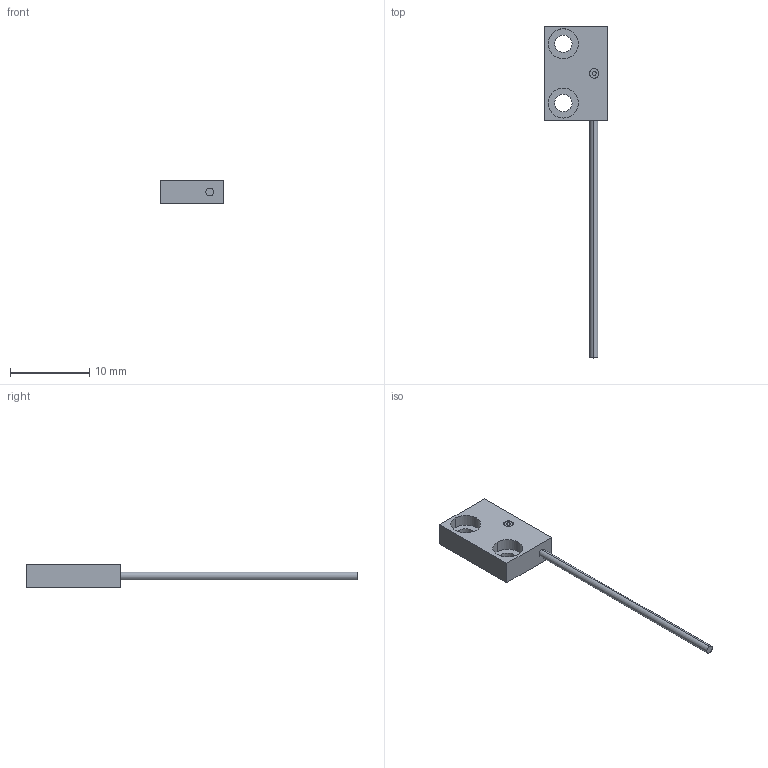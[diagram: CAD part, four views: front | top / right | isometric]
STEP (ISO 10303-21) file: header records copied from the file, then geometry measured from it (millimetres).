
FILE_DESCRIPTION (( 'STEP AP214' ), '1' );
FILE_NAME ('GPF-T028-LF-Z8.STEP', '2017-11-17T16:20:49', ( '' ), ( '' ), 'SwSTEP 2.0', 'SolidWorks 2018', '' );
FILE_SCHEMA (( 'AUTOMOTIVE_DESIGN' ));
Length unit declared in the file: millimetre
Products named in the file (4): GPF-T028-LF-Z8; GPF-T028-LF-Z8_LENS; GPF-T028-LF-Z8_FIBER; GPF-T028-LF-Z8_HEAD
Assembly tree (3 placements, depth 2):
  GPF-T028-LF-Z8
    GPF-T028-LF-Z8_HEAD
    GPF-T028-LF-Z8_FIBER
    GPF-T028-LF-Z8_LENS
Bounding box: 8 x 42 x 3 mm (x, y, z)
Volume: 266 mm3; surface area: 450 mm2
Topology: 3 solids, 3 shells, 27 faces, 54 edges, 36 vertices
Faces by surface type: cylinder 14, plane 13
Entity records: 878 total; most frequent: DIRECTION 148, CARTESIAN_POINT 123, ORIENTED_EDGE 108, AXIS2_PLACEMENT_3D 61, EDGE_CURVE 54, VERTEX_POINT 36, EDGE_LOOP 34, CIRCLE 28
